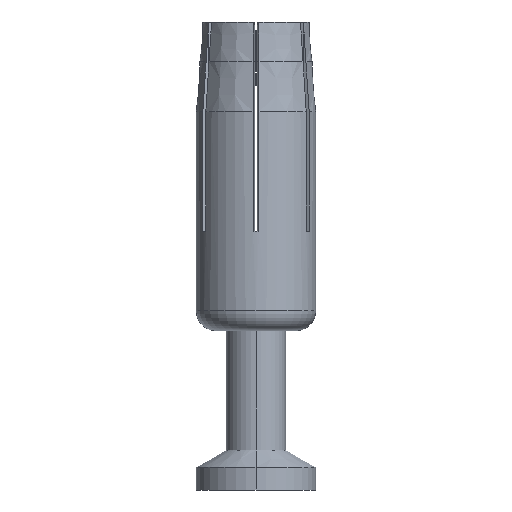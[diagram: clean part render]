
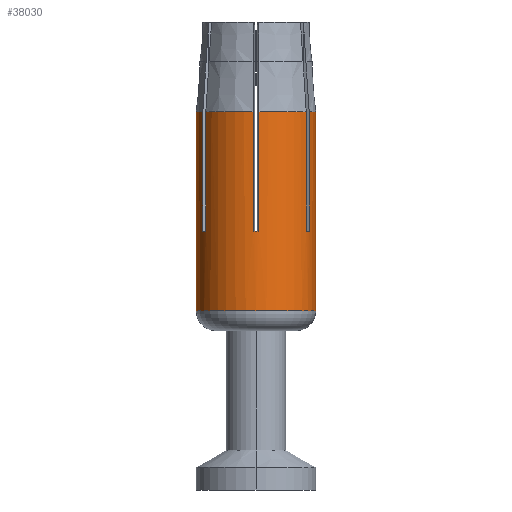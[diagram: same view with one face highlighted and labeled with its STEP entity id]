
A CAD part, front view. The second image highlights one B-rep face of the part: STEP entity #38030.
In plain terms, the highlighted cylindrical face has radius 3 mm (diameter 6 mm), a partial arc.
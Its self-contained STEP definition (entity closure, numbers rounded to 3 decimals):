
#1850=CARTESIAN_POINT('',(51.312,46.825,12.6));
#1860=DIRECTION('',(0.,0.,1.));
#1870=DIRECTION('',(-1.,0.,0.));
#1880=AXIS2_PLACEMENT_3D('',#1850,#1860,#1870);
#1890=CIRCLE('',#1880,3.);
#1900=CARTESIAN_POINT('',(54.312,46.825,12.6));
#1910=VERTEX_POINT('',#1900);
#1940=CARTESIAN_POINT('',(54.312,46.825,17.497));
#1950=DIRECTION('',(0.,0.,1.));
#1960=VECTOR('',#1950,1.);
#1970=LINE('',#1940,#1960);
#1980=CARTESIAN_POINT('',(54.312,46.825,22.6));
#1990=VERTEX_POINT('',#1980);
#2000=EDGE_CURVE('',#1910,#1990,#1970,.T.);
#2020=CARTESIAN_POINT('',(51.312,46.825,22.6));
#2030=DIRECTION('',(0.,0.,1.));
#2040=DIRECTION('',(1.,0.,0.));
#2050=AXIS2_PLACEMENT_3D('',#2020,#2030,#2040);
#2060=CIRCLE('',#2050,3.);
#2070=CARTESIAN_POINT('',(48.312,46.825,22.6));
#2080=VERTEX_POINT('',#2070);
#2110=CARTESIAN_POINT('',(48.312,46.825,17.497));
#2120=DIRECTION('',(0.,0.,1.));
#2130=VECTOR('',#2120,1.);
#2140=LINE('',#2110,#2130);
#2150=CARTESIAN_POINT('',(48.312,46.825,12.6));
#2160=VERTEX_POINT('',#2150);
#2170=EDGE_CURVE('',#2160,#2080,#2140,.T.);
#2190=CARTESIAN_POINT('',(51.312,46.825,12.6));
#2200=DIRECTION('',(0.,0.,1.));
#2210=DIRECTION('',(-1.,0.,0.));
#2220=AXIS2_PLACEMENT_3D('',#2190,#2200,#2210);
#2230=CIRCLE('',#2220,3.);
#2360=CARTESIAN_POINT('',(51.312,46.825,18.6));
#2370=DIRECTION('',(0.,0.,1.));
#2380=DIRECTION('',(0.,1.,0.));
#2390=AXIS2_PLACEMENT_3D('',#2360,#2370,#2380);
#2400=CIRCLE('',#2390,3.);
#6790=CARTESIAN_POINT('',(53.832,45.197,12.6));
#6800=VERTEX_POINT('',#6790);
#6830=CARTESIAN_POINT('',(53.832,45.197,
17.597));
#6840=DIRECTION('',(0.,0.,1.));
#6850=VECTOR('',#6840,1.);
#6860=LINE('',#6830,#6850);
#6870=CARTESIAN_POINT('',(53.832,45.197,18.6));
#6880=VERTEX_POINT('',#6870);
#6890=EDGE_CURVE('',#6800,#6880,#6860,.T.);
#7480=CARTESIAN_POINT('',(51.162,43.829,12.6));
#7490=VERTEX_POINT('',#7480);
#7520=CARTESIAN_POINT('',(51.162,43.829,
17.597));
#7530=DIRECTION('',(0.,0.,1.));
#7540=VECTOR('',#7530,1.);
#7550=LINE('',#7520,#7540);
#7560=CARTESIAN_POINT('',(51.162,43.829,18.6));
#7570=VERTEX_POINT('',#7560);
#7580=EDGE_CURVE('',#7490,#7570,#7550,.T.);
#8200=CARTESIAN_POINT('',(48.642,45.457,12.6));
#8210=VERTEX_POINT('',#8200);
#8240=CARTESIAN_POINT('',(48.642,45.457,
17.597));
#8250=DIRECTION('',(0.,0.,1.));
#8260=VECTOR('',#8250,1.);
#8270=LINE('',#8240,#8260);
#8280=CARTESIAN_POINT('',(48.642,45.457,18.6));
#8290=VERTEX_POINT('',#8280);
#8300=EDGE_CURVE('',#8210,#8290,#8270,.T.);
#17520=CARTESIAN_POINT('',(48.792,45.197,18.6));
#17530=VERTEX_POINT('',#17520);
#17560=CARTESIAN_POINT('',(48.792,45.197,
17.597));
#17570=DIRECTION('',(0.,0.,1.));
#17580=VECTOR('',#17570,1.);
#17590=LINE('',#17560,#17580);
#17600=CARTESIAN_POINT('',(48.792,45.197,
12.6));
#17610=VERTEX_POINT('',#17600);
#17620=EDGE_CURVE('',#17610,#17530,#17590,.T.);
#21730=CARTESIAN_POINT('',(51.462,43.829,18.6));
#21740=VERTEX_POINT('',#21730);
#21770=CARTESIAN_POINT('',(51.462,43.829,
17.597));
#21780=DIRECTION('',(0.,0.,1.));
#21790=VECTOR('',#21780,1.);
#21800=LINE('',#21770,#21790);
#21810=CARTESIAN_POINT('',(51.462,43.829,12.6));
#21820=VERTEX_POINT('',#21810);
#21830=EDGE_CURVE('',#21820,#21740,#21800,.T.);
#24330=CARTESIAN_POINT('',(53.982,45.457,12.6));
#24340=VERTEX_POINT('',#24330);
#24370=EDGE_CURVE('',#24340,#1910,#1890,.T.);
#25670=CARTESIAN_POINT('',(53.982,45.457,18.6));
#25680=VERTEX_POINT('',#25670);
#25710=CARTESIAN_POINT('',(53.982,45.457,
17.597));
#25720=DIRECTION('',(0.,0.,1.));
#25730=VECTOR('',#25720,1.);
#25740=LINE('',#25710,#25730);
#25750=EDGE_CURVE('',#24340,#25680,#25740,.T.);
#28830=EDGE_CURVE('',#8290,#17530,#2400,.T.);
#28980=EDGE_CURVE('',#7570,#21740,#2400,.T.);
#29130=EDGE_CURVE('',#6880,#25680,#2400,.T.);
#36420=EDGE_CURVE('',#2160,#8210,#2230,.T.);
#36770=CARTESIAN_POINT('',(51.312,46.825,12.6));
#36780=DIRECTION('',(0.,0.,1.));
#36790=DIRECTION('',(-1.,0.,0.));
#36800=AXIS2_PLACEMENT_3D('',#36770,#36780,#36790);
#36810=CIRCLE('',#36800,3.);
#36820=EDGE_CURVE('',#17610,#7490,#36810,.T.);
#36900=CARTESIAN_POINT('',(51.312,46.825,12.6));
#36910=DIRECTION('',(0.,0.,1.));
#36920=DIRECTION('',(-1.,0.,0.));
#36930=AXIS2_PLACEMENT_3D('',#36900,#36910,#36920);
#36940=CIRCLE('',#36930,3.);
#36950=EDGE_CURVE('',#21820,#6800,#36940,.T.);
#37790=CARTESIAN_POINT('',(51.312,46.825,17.497));
#37800=DIRECTION('',(0.,0.,1.));
#37810=DIRECTION('',(1.,0.,0.));
#37820=AXIS2_PLACEMENT_3D('',#37790,#37800,#37810);
#37830=CYLINDRICAL_SURFACE('',#37820,3.);
#37840=ORIENTED_EDGE('',*,*,#24370,.T.);
#37850=ORIENTED_EDGE('',*,*,#25750,.F.);
#37860=ORIENTED_EDGE('',*,*,#29130,.T.);
#37870=ORIENTED_EDGE('',*,*,#6890,.T.);
#37880=ORIENTED_EDGE('',*,*,#36950,.T.);
#37890=ORIENTED_EDGE('',*,*,#21830,.F.);
#37900=ORIENTED_EDGE('',*,*,#28980,.T.);
#37910=ORIENTED_EDGE('',*,*,#7580,.T.);
#37920=ORIENTED_EDGE('',*,*,#36820,.T.);
#37930=ORIENTED_EDGE('',*,*,#17620,.F.);
#37940=ORIENTED_EDGE('',*,*,#28830,.T.);
#37950=ORIENTED_EDGE('',*,*,#8300,.T.);
#37960=ORIENTED_EDGE('',*,*,#36420,.T.);
#37970=ORIENTED_EDGE('',*,*,#2170,.F.);
#37980=EDGE_CURVE('',#2080,#1990,#2060,.T.);
#37990=ORIENTED_EDGE('',*,*,#37980,.F.);
#38000=ORIENTED_EDGE('',*,*,#2000,.T.);
#38010=EDGE_LOOP('',(#38000,#37990,#37970,#37960,#37950,#37940,#37930,
#37920,#37910,#37900,#37890,#37880,#37870,#37860,#37850,#37840));
#38020=FACE_OUTER_BOUND('',#38010,.T.);
#38030=ADVANCED_FACE('',(#38020),#37830,.T.);
